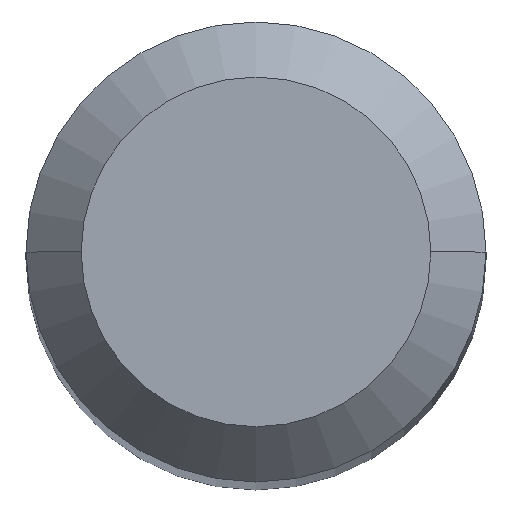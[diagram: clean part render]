
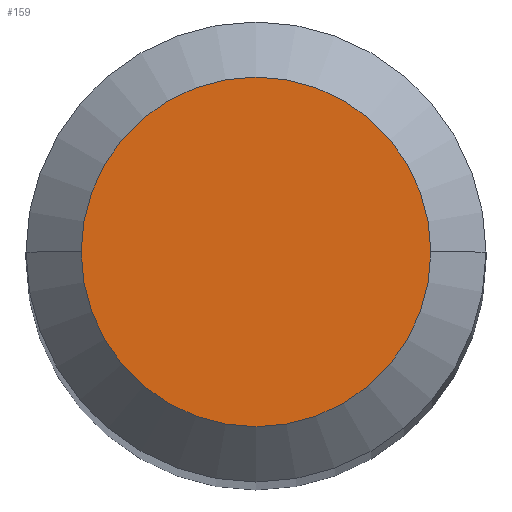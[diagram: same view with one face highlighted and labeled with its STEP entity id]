
A CAD part, top view. The second image highlights one B-rep face of the part: STEP entity #159.
In plain terms, the highlighted planar face has unit normal (0, 0, 1).
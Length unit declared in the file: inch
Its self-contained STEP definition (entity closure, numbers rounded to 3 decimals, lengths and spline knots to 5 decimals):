
#6 = FACE_OUTER_BOUND ( 'NONE', #101, .T. ) ;
#15 = CARTESIAN_POINT ( 'NONE',  ( 0., 0.0475, 0. ) ) ;
#17 = ORIENTED_EDGE ( 'NONE', *, *, #435, .T. ) ;
#87 = DIRECTION ( 'NONE',  ( 1., 0., 0. ) ) ;
#101 = EDGE_LOOP ( 'NONE', ( #447, #17 ) ) ;
#112 = EDGE_CURVE ( 'NONE', #456, #128, #352, .T. ) ;
#128 = VERTEX_POINT ( 'NONE', #395 ) ;
#159 = ADVANCED_FACE ( 'NONE', ( #6 ), #280, .F. ) ;
#160 = CARTESIAN_POINT ( 'NONE',  ( -0.0475, 0., 0. ) ) ;
#229 = DIRECTION ( 'NONE',  ( 0., 0., 1. ) ) ;
#233 = AXIS2_PLACEMENT_3D ( 'NONE', #373, #229, #87 ) ;
#257 = CARTESIAN_POINT ( 'NONE',  ( 0., 0., 0. ) ) ;
#280 = PLANE ( 'NONE',  #365 ) ;
#294 = AXIS2_PLACEMENT_3D ( 'NONE', #257, #434, #400 ) ;
#352 = CIRCLE ( 'NONE', #294, 0.0475 ) ;
#365 = AXIS2_PLACEMENT_3D ( 'NONE', #15, #424, #463 ) ;
#373 = CARTESIAN_POINT ( 'NONE',  ( 0., 0., 0. ) ) ;
#395 = CARTESIAN_POINT ( 'NONE',  ( 0.0475, 0., 0. ) ) ;
#400 = DIRECTION ( 'NONE',  ( 1., 0., 0. ) ) ;
#409 = CIRCLE ( 'NONE', #233, 0.0475 ) ;
#424 = DIRECTION ( 'NONE',  ( 0., 0., -1. ) ) ;
#434 = DIRECTION ( 'NONE',  ( 0., 0., 1. ) ) ;
#435 = EDGE_CURVE ( 'NONE', #128, #456, #409, .T. ) ;
#447 = ORIENTED_EDGE ( 'NONE', *, *, #112, .T. ) ;
#456 = VERTEX_POINT ( 'NONE', #160 ) ;
#463 = DIRECTION ( 'NONE',  ( -1., 0., 0. ) ) ;
